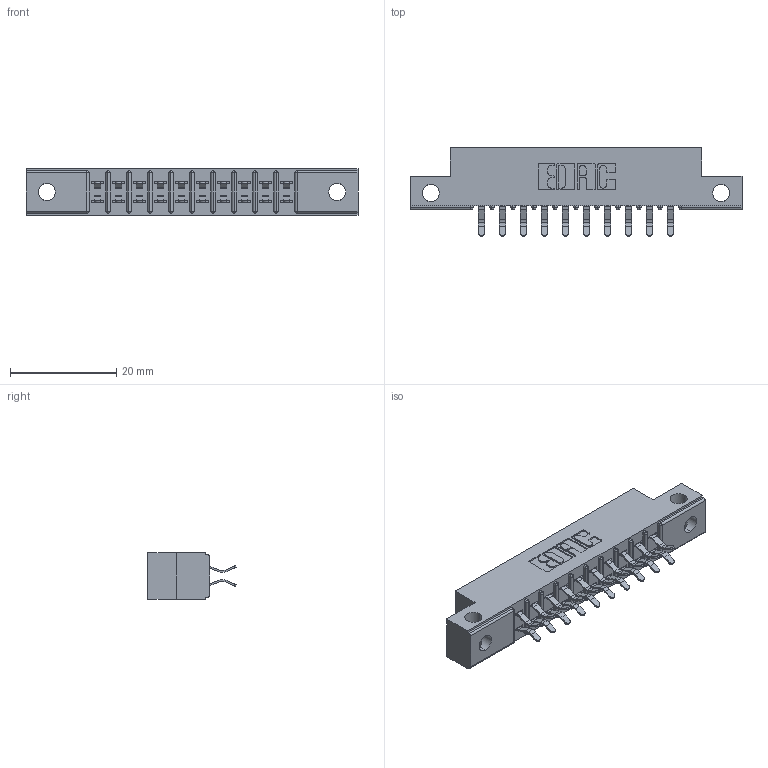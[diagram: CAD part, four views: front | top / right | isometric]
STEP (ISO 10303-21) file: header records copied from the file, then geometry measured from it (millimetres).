
FILE_DESCRIPTION (( 'STEP AP203' ), '1' );
FILE_NAME ('315-020-556-212.STEP', '2020-09-20T01:57:28', ( '' ), ( '' ), 'SwSTEP 2.0', 'SolidWorks 2020', '' );
FILE_SCHEMA (( 'CONFIG_CONTROL_DESIGN' ));
Length unit declared in the file: inch
Products named in the file (3): 305-290-001_556; 305 Part_.128 Dia; 315-020-556-212
Assembly tree (21 placements, depth 2):
  315-020-556-212
    305 Part_.128 Dia
    305-290-001_556  x20
Bounding box: 62.64 x 16.64 x 8.71 mm (x, y, z)
Volume: 3812.1 mm3; surface area: 6485.1 mm2
Topology: 21 solids, 21 shells, 1248 faces, 3582 edges, 2328 vertices
Faces by surface type: plane 688, cylinder 520, sphere 40
Entity records: 15351 total; most frequent: CARTESIAN_POINT 2592, ORIENTED_EDGE 2524, DIRECTION 2476, EDGE_CURVE 1262, LINE 964, VECTOR 964, VERTEX_POINT 808, AXIS2_PLACEMENT_3D 756
